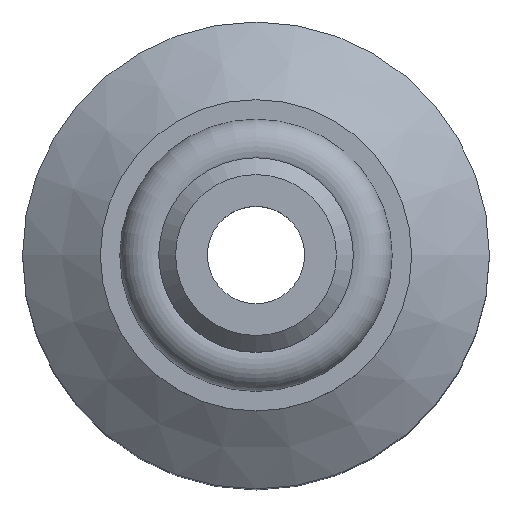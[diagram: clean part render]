
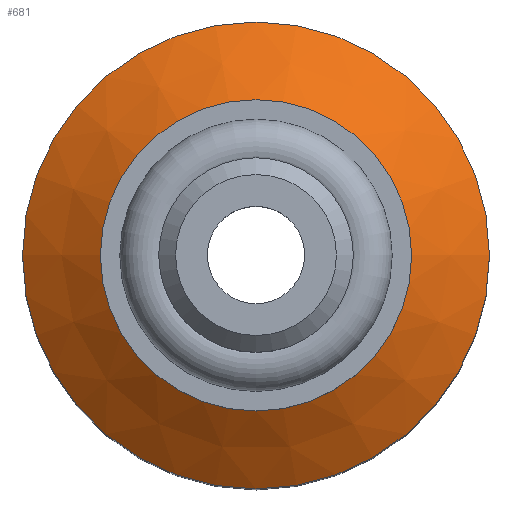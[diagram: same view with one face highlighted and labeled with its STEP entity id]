
A CAD part, top view. The second image highlights one B-rep face of the part: STEP entity #681.
In plain terms, the highlighted conical face has half-angle 55 degrees and reference radius 6 mm.
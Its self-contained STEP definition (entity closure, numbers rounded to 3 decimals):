
#126=ORIENTED_EDGE('',*,*,#216,.T.);
#127=ORIENTED_EDGE('',*,*,#215,.F.);
#215=EDGE_CURVE('',#266,#266,#299,.T.);
#216=EDGE_CURVE('',#267,#267,#300,.T.);
#266=VERTEX_POINT('',#993);
#267=VERTEX_POINT('',#996);
#299=CIRCLE('',#739,6.);
#300=CIRCLE('',#741,4.);
#335=EDGE_LOOP('',(#126));
#336=EDGE_LOOP('',(#127));
#391=FACE_BOUND('',#335,.T.);
#392=FACE_BOUND('',#336,.T.);
#424=CONICAL_SURFACE('',#740,6.,0.96);
#681=ADVANCED_FACE('',(#391,#392),#424,.T.);
#739=AXIS2_PLACEMENT_3D('',#992,#835,#836);
#740=AXIS2_PLACEMENT_3D('',#994,#837,#838);
#741=AXIS2_PLACEMENT_3D('',#995,#839,#840);
#835=DIRECTION('',(0.,0.,-1.));
#836=DIRECTION('',(-1.,0.,0.));
#837=DIRECTION('',(0.,0.,-1.));
#838=DIRECTION('',(-1.,0.,0.));
#839=DIRECTION('',(0.,0.,-1.));
#840=DIRECTION('',(-1.,0.,0.));
#992=CARTESIAN_POINT('',(0.,0.,15.6));
#993=CARTESIAN_POINT('',(-6.,0.,15.6));
#994=CARTESIAN_POINT('',(0.,0.,15.6));
#995=CARTESIAN_POINT('',(0.,0.,17.));
#996=CARTESIAN_POINT('',(-4.,0.,17.));
